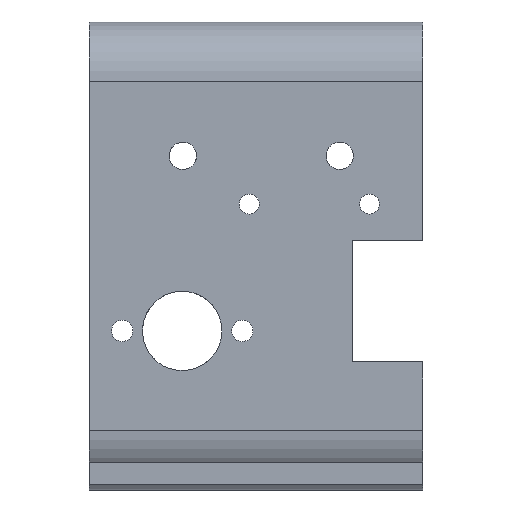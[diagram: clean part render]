
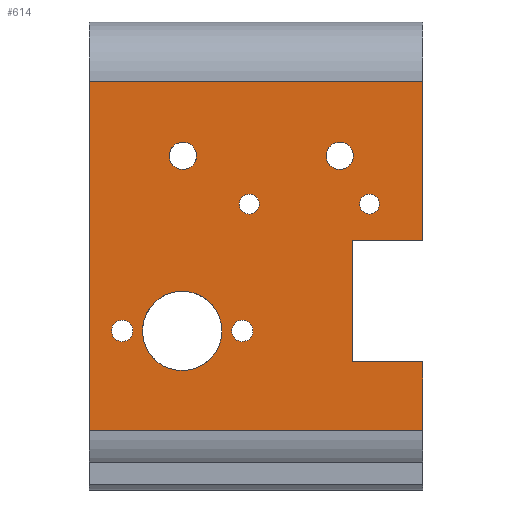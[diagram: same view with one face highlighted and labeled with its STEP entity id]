
A CAD part, front view. The second image highlights one B-rep face of the part: STEP entity #614.
In plain terms, the highlighted planar face has unit normal (0, -1, 0).
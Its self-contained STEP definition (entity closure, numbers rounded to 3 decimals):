
#24=LINE('',#1004,#72);
#27=LINE('',#1011,#75);
#29=LINE('',#1015,#77);
#34=LINE('',#1032,#82);
#35=LINE('',#1037,#83);
#36=LINE('',#1039,#84);
#37=LINE('',#1041,#85);
#38=LINE('',#1042,#86);
#72=VECTOR('',#755,10.);
#75=VECTOR('',#762,10.);
#77=VECTOR('',#766,10.);
#82=VECTOR('',#783,10.);
#83=VECTOR('',#788,10.);
#84=VECTOR('',#789,10.);
#85=VECTOR('',#790,10.);
#86=VECTOR('',#791,10.);
#116=PLANE('',#667);
#141=FACE_BOUND('',#210,.T.);
#142=FACE_BOUND('',#211,.T.);
#143=FACE_BOUND('',#212,.T.);
#144=FACE_BOUND('',#213,.T.);
#145=FACE_BOUND('',#214,.T.);
#146=FACE_BOUND('',#215,.T.);
#147=FACE_BOUND('',#216,.T.);
#166=FACE_OUTER_BOUND('',#209,.T.);
#209=EDGE_LOOP('',(#478,#479,#480,#481,#482,#483,#484,#485));
#210=EDGE_LOOP('',(#486));
#211=EDGE_LOOP('',(#487));
#212=EDGE_LOOP('',(#488));
#213=EDGE_LOOP('',(#489));
#214=EDGE_LOOP('',(#490));
#215=EDGE_LOOP('',(#491));
#216=EDGE_LOOP('',(#492));
#239=CIRCLE('',#635,1.5);
#241=CIRCLE('',#638,1.5);
#243=CIRCLE('',#641,2.05);
#245=CIRCLE('',#644,2.05);
#250=CIRCLE('',#651,5.95);
#251=CIRCLE('',#653,1.6);
#252=CIRCLE('',#655,1.6);
#272=VERTEX_POINT('',#878);
#274=VERTEX_POINT('',#883);
#276=VERTEX_POINT('',#888);
#279=VERTEX_POINT('',#920);
#292=VERTEX_POINT('',#993);
#293=VERTEX_POINT('',#996);
#294=VERTEX_POINT('',#999);
#295=VERTEX_POINT('',#1002);
#296=VERTEX_POINT('',#1003);
#298=VERTEX_POINT('',#1010);
#299=VERTEX_POINT('',#1014);
#305=VERTEX_POINT('',#1030);
#307=VERTEX_POINT('',#1036);
#308=VERTEX_POINT('',#1038);
#309=VERTEX_POINT('',#1040);
#333=EDGE_CURVE('',#272,#272,#239,.T.);
#335=EDGE_CURVE('',#274,#274,#241,.T.);
#337=EDGE_CURVE('',#276,#276,#243,.T.);
#340=EDGE_CURVE('',#279,#279,#245,.T.);
#356=EDGE_CURVE('',#292,#292,#250,.T.);
#357=EDGE_CURVE('',#293,#293,#251,.T.);
#358=EDGE_CURVE('',#294,#294,#252,.T.);
#359=EDGE_CURVE('',#295,#296,#24,.T.);
#363=EDGE_CURVE('',#296,#298,#27,.T.);
#365=EDGE_CURVE('',#299,#295,#29,.T.);
#374=EDGE_CURVE('',#305,#298,#34,.T.);
#376=EDGE_CURVE('',#307,#305,#35,.T.);
#377=EDGE_CURVE('',#308,#307,#36,.T.);
#378=EDGE_CURVE('',#309,#308,#37,.T.);
#379=EDGE_CURVE('',#299,#309,#38,.T.);
#478=ORIENTED_EDGE('',*,*,#365,.T.);
#479=ORIENTED_EDGE('',*,*,#359,.T.);
#480=ORIENTED_EDGE('',*,*,#363,.T.);
#481=ORIENTED_EDGE('',*,*,#374,.F.);
#482=ORIENTED_EDGE('',*,*,#376,.F.);
#483=ORIENTED_EDGE('',*,*,#377,.F.);
#484=ORIENTED_EDGE('',*,*,#378,.F.);
#485=ORIENTED_EDGE('',*,*,#379,.F.);
#486=ORIENTED_EDGE('',*,*,#333,.T.);
#487=ORIENTED_EDGE('',*,*,#335,.T.);
#488=ORIENTED_EDGE('',*,*,#337,.T.);
#489=ORIENTED_EDGE('',*,*,#340,.T.);
#490=ORIENTED_EDGE('',*,*,#358,.T.);
#491=ORIENTED_EDGE('',*,*,#357,.T.);
#492=ORIENTED_EDGE('',*,*,#356,.T.);
#614=ADVANCED_FACE('',(#166,#141,#142,#143,#144,#145,#146,#147),#116,.T.);
#635=AXIS2_PLACEMENT_3D('',#879,#702,#703);
#638=AXIS2_PLACEMENT_3D('',#884,#708,#709);
#641=AXIS2_PLACEMENT_3D('',#889,#714,#715);
#644=AXIS2_PLACEMENT_3D('',#921,#720,#721);
#651=AXIS2_PLACEMENT_3D('',#994,#743,#744);
#653=AXIS2_PLACEMENT_3D('',#997,#747,#748);
#655=AXIS2_PLACEMENT_3D('',#1000,#751,#752);
#667=AXIS2_PLACEMENT_3D('',#1035,#786,#787);
#702=DIRECTION('center_axis',(0.,1.,0.));
#703=DIRECTION('ref_axis',(-1.,0.,0.));
#708=DIRECTION('center_axis',(0.,1.,0.));
#709=DIRECTION('ref_axis',(-1.,0.,0.));
#714=DIRECTION('center_axis',(0.,1.,0.));
#715=DIRECTION('ref_axis',(-1.,0.,0.));
#720=DIRECTION('center_axis',(0.,1.,0.));
#721=DIRECTION('ref_axis',(-1.,0.,0.));
#743=DIRECTION('center_axis',(0.,1.,0.));
#744=DIRECTION('ref_axis',(-1.,0.,0.));
#747=DIRECTION('center_axis',(0.,1.,0.));
#748=DIRECTION('ref_axis',(-1.,0.,0.));
#751=DIRECTION('center_axis',(0.,1.,0.));
#752=DIRECTION('ref_axis',(-1.,0.,0.));
#755=DIRECTION('',(0.,0.,1.));
#762=DIRECTION('',(1.,0.,0.));
#766=DIRECTION('',(-1.,0.,0.));
#783=DIRECTION('',(0.,0.,-1.));
#786=DIRECTION('center_axis',(0.,-1.,0.));
#787=DIRECTION('ref_axis',(0.,0.,-1.));
#788=DIRECTION('',(1.,0.,0.));
#789=DIRECTION('',(0.,0.,1.));
#790=DIRECTION('',(-1.,0.,0.));
#791=DIRECTION('',(0.,0.,-1.));
#878=CARTESIAN_POINT('',(18.5,-8.91,-18.37));
#879=CARTESIAN_POINT('Origin',(17.,-8.91,-18.37));
#883=CARTESIAN_POINT('',(0.5,-8.91,-18.37));
#884=CARTESIAN_POINT('Origin',(-1.,-8.91,-18.37));
#888=CARTESIAN_POINT('',(-8.9,-8.91,-11.14));
#889=CARTESIAN_POINT('Origin',(-10.95,-8.91,-11.14));
#920=CARTESIAN_POINT('',(14.6,-8.91,-11.14));
#921=CARTESIAN_POINT('Origin',(12.55,-8.91,-11.14));
#993=CARTESIAN_POINT('',(-5.1,-8.91,-37.37));
#994=CARTESIAN_POINT('Origin',(-11.05,-8.91,-37.37));
#996=CARTESIAN_POINT('',(-18.45,-8.91,-37.37));
#997=CARTESIAN_POINT('Origin',(-20.05,-8.91,-37.37));
#999=CARTESIAN_POINT('',(-0.45,-8.91,-37.37));
#1000=CARTESIAN_POINT('Origin',(-2.05,-8.91,-37.37));
#1002=CARTESIAN_POINT('',(14.51,-8.91,-42.));
#1003=CARTESIAN_POINT('',(14.51,-8.91,-23.84));
#1004=CARTESIAN_POINT('',(14.51,-8.91,-21.));
#1010=CARTESIAN_POINT('',(25.,-8.91,-23.84));
#1011=CARTESIAN_POINT('',(7.255,-8.91,-23.84));
#1014=CARTESIAN_POINT('',(25.,-8.91,-42.));
#1015=CARTESIAN_POINT('',(12.5,-8.91,-42.));
#1030=CARTESIAN_POINT('',(25.,-8.91,0.));
#1032=CARTESIAN_POINT('',(25.,-8.91,-52.3));
#1035=CARTESIAN_POINT('Origin',(0.,-8.91,0.));
#1036=CARTESIAN_POINT('',(-25.,-8.91,0.));
#1037=CARTESIAN_POINT('',(0.,-8.91,0.));
#1038=CARTESIAN_POINT('',(-25.,-8.91,-52.3));
#1039=CARTESIAN_POINT('',(-25.,-8.91,-52.3));
#1040=CARTESIAN_POINT('',(25.,-8.91,-52.3));
#1041=CARTESIAN_POINT('',(0.,-8.91,-52.3));
#1042=CARTESIAN_POINT('',(25.,-8.91,-52.3));
